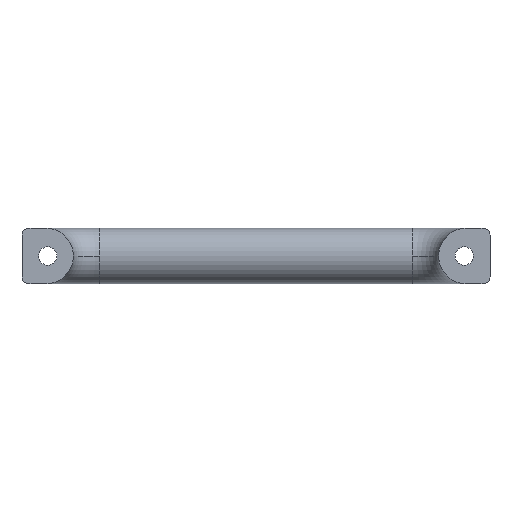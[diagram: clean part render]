
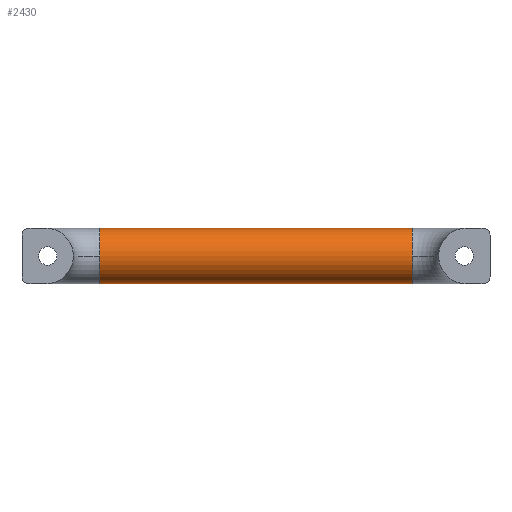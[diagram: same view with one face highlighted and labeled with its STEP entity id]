
A CAD part, front view. The second image highlights one B-rep face of the part: STEP entity #2430.
In plain terms, the highlighted cylindrical face has radius 8 mm (diameter 16 mm), a partial arc.
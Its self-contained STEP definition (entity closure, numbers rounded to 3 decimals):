
#143 = EDGE_CURVE('',#144,#146,#148,.T.);
#144 = VERTEX_POINT('',#145);
#145 = CARTESIAN_POINT('',(105.,41.6,8.));
#146 = VERTEX_POINT('',#147);
#147 = CARTESIAN_POINT('',(105.,33.6,0.));
#148 = SURFACE_CURVE('',#149,(#154,#166),.PCURVE_S1.);
#149 = CIRCLE('',#150,8.);
#150 = AXIS2_PLACEMENT_3D('',#151,#152,#153);
#151 = CARTESIAN_POINT('',(105.,41.6,0.));
#152 = DIRECTION('',(1.,0.,-0.));
#153 = DIRECTION('',(0.,0.,1.));
#154 = PCURVE('',#155,#160);
#155 = TOROIDAL_SURFACE('',#156,15.6,8.);
#156 = AXIS2_PLACEMENT_3D('',#157,#158,#159);
#157 = CARTESIAN_POINT('',(105.,26.,0.));
#158 = DIRECTION('',(0.,0.,-1.));
#159 = DIRECTION('',(1.,0.,0.));
#160 = DEFINITIONAL_REPRESENTATION('',(#161),#165);
#161 = LINE('',#162,#163);
#162 = CARTESIAN_POINT('',(4.712,4.712));
#163 = VECTOR('',#164,1.);
#164 = DIRECTION('',(0.,-1.));
#165 = ( GEOMETRIC_REPRESENTATION_CONTEXT(2) 
PARAMETRIC_REPRESENTATION_CONTEXT() REPRESENTATION_CONTEXT('2D SPACE',''
  ) );
#166 = PCURVE('',#167,#172);
#167 = CYLINDRICAL_SURFACE('',#168,8.);
#168 = AXIS2_PLACEMENT_3D('',#169,#170,#171);
#169 = CARTESIAN_POINT('',(15.,41.6,0.));
#170 = DIRECTION('',(-1.,0.,-0.));
#171 = DIRECTION('',(0.,0.,-1.));
#172 = DEFINITIONAL_REPRESENTATION('',(#173),#177);
#173 = LINE('',#174,#175);
#174 = CARTESIAN_POINT('',(3.142,-90.));
#175 = VECTOR('',#176,1.);
#176 = DIRECTION('',(-1.,0.));
#177 = ( GEOMETRIC_REPRESENTATION_CONTEXT(2) 
PARAMETRIC_REPRESENTATION_CONTEXT() REPRESENTATION_CONTEXT('2D SPACE',''
  ) );
#196 = TOROIDAL_SURFACE('',#197,15.6,8.);
#197 = AXIS2_PLACEMENT_3D('',#198,#199,#200);
#198 = CARTESIAN_POINT('',(105.,26.,0.));
#199 = DIRECTION('',(0.,0.,-1.));
#200 = DIRECTION('',(1.,0.,0.));
#252 = PLANE('',#253);
#253 = AXIS2_PLACEMENT_3D('',#254,#255,#256);
#254 = CARTESIAN_POINT('',(-7.4,26.,8.));
#255 = DIRECTION('',(0.,0.,-1.));
#256 = DIRECTION('',(-1.,0.,0.));
#725 = TOROIDAL_SURFACE('',#726,15.6,8.);
#726 = AXIS2_PLACEMENT_3D('',#727,#728,#729);
#727 = CARTESIAN_POINT('',(15.,26.,0.));
#728 = DIRECTION('',(0.,0.,-1.));
#729 = DIRECTION('',(-1.,0.,0.));
#750 = VERTEX_POINT('',#751);
#751 = CARTESIAN_POINT('',(15.,33.6,0.));
#766 = TOROIDAL_SURFACE('',#767,15.6,8.);
#767 = AXIS2_PLACEMENT_3D('',#768,#769,#770);
#768 = CARTESIAN_POINT('',(15.,26.,0.));
#769 = DIRECTION('',(0.,0.,-1.));
#770 = DIRECTION('',(-1.,0.,0.));
#778 = EDGE_CURVE('',#779,#750,#781,.T.);
#779 = VERTEX_POINT('',#780);
#780 = CARTESIAN_POINT('',(15.,41.6,8.));
#781 = SURFACE_CURVE('',#782,(#787,#794),.PCURVE_S1.);
#782 = CIRCLE('',#783,8.);
#783 = AXIS2_PLACEMENT_3D('',#784,#785,#786);
#784 = CARTESIAN_POINT('',(15.,41.6,0.));
#785 = DIRECTION('',(1.,0.,-0.));
#786 = DIRECTION('',(0.,0.,1.));
#787 = PCURVE('',#725,#788);
#788 = DEFINITIONAL_REPRESENTATION('',(#789),#793);
#789 = LINE('',#790,#791);
#790 = CARTESIAN_POINT('',(1.571,4.712));
#791 = VECTOR('',#792,1.);
#792 = DIRECTION('',(0.,-1.));
#793 = ( GEOMETRIC_REPRESENTATION_CONTEXT(2) 
PARAMETRIC_REPRESENTATION_CONTEXT() REPRESENTATION_CONTEXT('2D SPACE',''
  ) );
#794 = PCURVE('',#167,#795);
#795 = DEFINITIONAL_REPRESENTATION('',(#796),#800);
#796 = LINE('',#797,#798);
#797 = CARTESIAN_POINT('',(3.142,0.));
#798 = VECTOR('',#799,1.);
#799 = DIRECTION('',(-1.,0.));
#800 = ( GEOMETRIC_REPRESENTATION_CONTEXT(2) 
PARAMETRIC_REPRESENTATION_CONTEXT() REPRESENTATION_CONTEXT('2D SPACE',''
  ) );
#2430 = ADVANCED_FACE('',(#2431),#167,.T.);
#2431 = FACE_BOUND('',#2432,.T.);
#2432 = EDGE_LOOP('',(#2433,#2434,#2458,#2486,#2508,#2509));
#2433 = ORIENTED_EDGE('',*,*,#778,.T.);
#2434 = ORIENTED_EDGE('',*,*,#2435,.T.);
#2435 = EDGE_CURVE('',#750,#2436,#2438,.T.);
#2436 = VERTEX_POINT('',#2437);
#2437 = CARTESIAN_POINT('',(15.,41.6,-8.));
#2438 = SURFACE_CURVE('',#2439,(#2444,#2451),.PCURVE_S1.);
#2439 = CIRCLE('',#2440,8.);
#2440 = AXIS2_PLACEMENT_3D('',#2441,#2442,#2443);
#2441 = CARTESIAN_POINT('',(15.,41.6,0.));
#2442 = DIRECTION('',(1.,0.,-0.));
#2443 = DIRECTION('',(0.,0.,1.));
#2444 = PCURVE('',#167,#2445);
#2445 = DEFINITIONAL_REPRESENTATION('',(#2446),#2450);
#2446 = LINE('',#2447,#2448);
#2447 = CARTESIAN_POINT('',(3.142,0.));
#2448 = VECTOR('',#2449,1.);
#2449 = DIRECTION('',(-1.,0.));
#2450 = ( GEOMETRIC_REPRESENTATION_CONTEXT(2) 
PARAMETRIC_REPRESENTATION_CONTEXT() REPRESENTATION_CONTEXT('2D SPACE',''
  ) );
#2451 = PCURVE('',#766,#2452);
#2452 = DEFINITIONAL_REPRESENTATION('',(#2453),#2457);
#2453 = LINE('',#2454,#2455);
#2454 = CARTESIAN_POINT('',(1.571,4.712));
#2455 = VECTOR('',#2456,1.);
#2456 = DIRECTION('',(0.,-1.));
#2457 = ( GEOMETRIC_REPRESENTATION_CONTEXT(2) 
PARAMETRIC_REPRESENTATION_CONTEXT() REPRESENTATION_CONTEXT('2D SPACE',''
  ) );
#2458 = ORIENTED_EDGE('',*,*,#2459,.T.);
#2459 = EDGE_CURVE('',#2436,#2460,#2462,.T.);
#2460 = VERTEX_POINT('',#2461);
#2461 = CARTESIAN_POINT('',(105.,41.6,-8.));
#2462 = SURFACE_CURVE('',#2463,(#2467,#2474),.PCURVE_S1.);
#2463 = LINE('',#2464,#2465);
#2464 = CARTESIAN_POINT('',(15.,41.6,-8.));
#2465 = VECTOR('',#2466,1.);
#2466 = DIRECTION('',(1.,0.,0.));
#2467 = PCURVE('',#167,#2468);
#2468 = DEFINITIONAL_REPRESENTATION('',(#2469),#2473);
#2469 = LINE('',#2470,#2471);
#2470 = CARTESIAN_POINT('',(0.,0.));
#2471 = VECTOR('',#2472,1.);
#2472 = DIRECTION('',(0.,-1.));
#2473 = ( GEOMETRIC_REPRESENTATION_CONTEXT(2) 
PARAMETRIC_REPRESENTATION_CONTEXT() REPRESENTATION_CONTEXT('2D SPACE',''
  ) );
#2474 = PCURVE('',#2475,#2480);
#2475 = PLANE('',#2476);
#2476 = AXIS2_PLACEMENT_3D('',#2477,#2478,#2479);
#2477 = CARTESIAN_POINT('',(-7.4,26.,-8.));
#2478 = DIRECTION('',(0.,0.,1.));
#2479 = DIRECTION('',(1.,0.,-0.));
#2480 = DEFINITIONAL_REPRESENTATION('',(#2481),#2485);
#2481 = LINE('',#2482,#2483);
#2482 = CARTESIAN_POINT('',(22.4,15.6));
#2483 = VECTOR('',#2484,1.);
#2484 = DIRECTION('',(1.,0.));
#2485 = ( GEOMETRIC_REPRESENTATION_CONTEXT(2) 
PARAMETRIC_REPRESENTATION_CONTEXT() REPRESENTATION_CONTEXT('2D SPACE',''
  ) );
#2486 = ORIENTED_EDGE('',*,*,#2487,.F.);
#2487 = EDGE_CURVE('',#146,#2460,#2488,.T.);
#2488 = SURFACE_CURVE('',#2489,(#2494,#2501),.PCURVE_S1.);
#2489 = CIRCLE('',#2490,8.);
#2490 = AXIS2_PLACEMENT_3D('',#2491,#2492,#2493);
#2491 = CARTESIAN_POINT('',(105.,41.6,0.));
#2492 = DIRECTION('',(1.,0.,-0.));
#2493 = DIRECTION('',(0.,0.,1.));
#2494 = PCURVE('',#167,#2495);
#2495 = DEFINITIONAL_REPRESENTATION('',(#2496),#2500);
#2496 = LINE('',#2497,#2498);
#2497 = CARTESIAN_POINT('',(3.142,-90.));
#2498 = VECTOR('',#2499,1.);
#2499 = DIRECTION('',(-1.,0.));
#2500 = ( GEOMETRIC_REPRESENTATION_CONTEXT(2) 
PARAMETRIC_REPRESENTATION_CONTEXT() REPRESENTATION_CONTEXT('2D SPACE',''
  ) );
#2501 = PCURVE('',#196,#2502);
#2502 = DEFINITIONAL_REPRESENTATION('',(#2503),#2507);
#2503 = LINE('',#2504,#2505);
#2504 = CARTESIAN_POINT('',(4.712,4.712));
#2505 = VECTOR('',#2506,1.);
#2506 = DIRECTION('',(0.,-1.));
#2507 = ( GEOMETRIC_REPRESENTATION_CONTEXT(2) 
PARAMETRIC_REPRESENTATION_CONTEXT() REPRESENTATION_CONTEXT('2D SPACE',''
  ) );
#2508 = ORIENTED_EDGE('',*,*,#143,.F.);
#2509 = ORIENTED_EDGE('',*,*,#2510,.F.);
#2510 = EDGE_CURVE('',#779,#144,#2511,.T.);
#2511 = SURFACE_CURVE('',#2512,(#2516,#2523),.PCURVE_S1.);
#2512 = LINE('',#2513,#2514);
#2513 = CARTESIAN_POINT('',(15.,41.6,8.));
#2514 = VECTOR('',#2515,1.);
#2515 = DIRECTION('',(1.,0.,0.));
#2516 = PCURVE('',#167,#2517);
#2517 = DEFINITIONAL_REPRESENTATION('',(#2518),#2522);
#2518 = LINE('',#2519,#2520);
#2519 = CARTESIAN_POINT('',(3.142,0.));
#2520 = VECTOR('',#2521,1.);
#2521 = DIRECTION('',(0.,-1.));
#2522 = ( GEOMETRIC_REPRESENTATION_CONTEXT(2) 
PARAMETRIC_REPRESENTATION_CONTEXT() REPRESENTATION_CONTEXT('2D SPACE',''
  ) );
#2523 = PCURVE('',#252,#2524);
#2524 = DEFINITIONAL_REPRESENTATION('',(#2525),#2529);
#2525 = LINE('',#2526,#2527);
#2526 = CARTESIAN_POINT('',(-22.4,15.6));
#2527 = VECTOR('',#2528,1.);
#2528 = DIRECTION('',(-1.,0.));
#2529 = ( GEOMETRIC_REPRESENTATION_CONTEXT(2) 
PARAMETRIC_REPRESENTATION_CONTEXT() REPRESENTATION_CONTEXT('2D SPACE',''
  ) );
